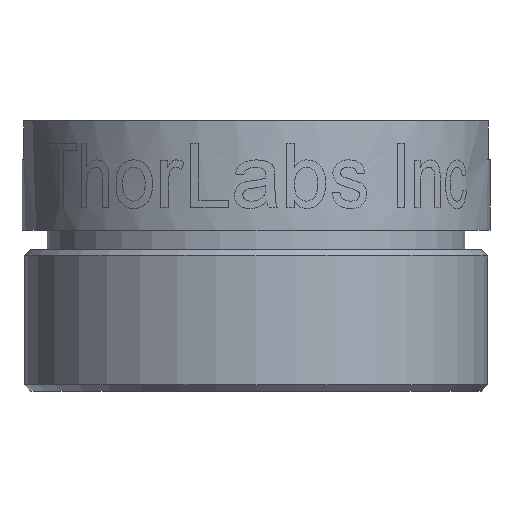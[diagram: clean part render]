
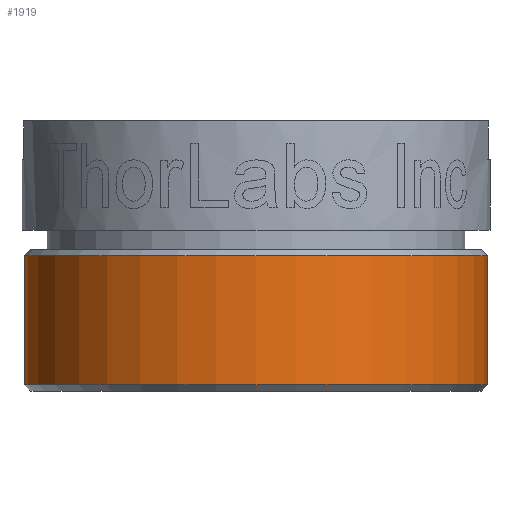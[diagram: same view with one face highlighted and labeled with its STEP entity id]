
A CAD part, front view. The second image highlights one B-rep face of the part: STEP entity #1919.
In plain terms, the highlighted cylindrical face has radius 4.572 mm (diameter 9.144 mm), a partial arc.
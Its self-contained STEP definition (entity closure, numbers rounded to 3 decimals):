
#1917 = ORIENTED_EDGE ( 'NONE', *, *, #2043, .T. ) ;
#1919 = ADVANCED_FACE ( 'NONE', ( #3858 ), #3873, .T. ) ;
#1941 = ORIENTED_EDGE ( 'NONE', *, *, #1952, .T. ) ;
#1952 = EDGE_CURVE ( 'NONE', #2625, #2628, #4025, .T. ) ;
#2035 = EDGE_LOOP ( 'NONE', ( #2036, #1941, #2041, #1917 ) ) ;
#2036 = ORIENTED_EDGE ( 'NONE', *, *, #2439, .F. ) ;
#2041 = ORIENTED_EDGE ( 'NONE', *, *, #2435, .T. ) ;
#2043 = EDGE_CURVE ( 'NONE', #2564, #2429, #4375, .T. ) ;
#2429 = VERTEX_POINT ( 'NONE', #5244 ) ;
#2435 = EDGE_CURVE ( 'NONE', #2628, #2564, #5259, .T. ) ;
#2439 = EDGE_CURVE ( 'NONE', #2625, #2429, #5446, .T. ) ;
#2564 = VERTEX_POINT ( 'NONE', #5614 ) ;
#2625 = VERTEX_POINT ( 'NONE', #6053 ) ;
#2628 = VERTEX_POINT ( 'NONE', #5990 ) ;
#3858 = FACE_OUTER_BOUND ( 'NONE', #2035, .T. ) ;
#3873 = CYLINDRICAL_SURFACE ( 'NONE', #3876, 4.572 ) ;
#3875 = CARTESIAN_POINT ( 'NONE',  ( 0., 0., 2.667 ) ) ;
#3876 = AXIS2_PLACEMENT_3D ( 'NONE', #3875, #3944, #3951 ) ;
#3944 = DIRECTION ( 'NONE',  ( 0., 0., 1. ) ) ;
#3951 = DIRECTION ( 'NONE',  ( 1., 0., 0. ) ) ;
#4017 = DIRECTION ( 'NONE',  ( 1., 0., 0. ) ) ;
#4018 = DIRECTION ( 'NONE',  ( 0., 0., 1. ) ) ;
#4019 = AXIS2_PLACEMENT_3D ( 'NONE', #4024, #4018, #4017 ) ;
#4024 = CARTESIAN_POINT ( 'NONE',  ( 0., 0., -2.54 ) ) ;
#4025 = CIRCLE ( 'NONE', #4019, 4.572 ) ;
#4371 = DIRECTION ( 'NONE',  ( -1., 0., 0. ) ) ;
#4372 = DIRECTION ( 'NONE',  ( 0., 0., -1. ) ) ;
#4373 = CARTESIAN_POINT ( 'NONE',  ( 0., 0., 0. ) ) ;
#4374 = AXIS2_PLACEMENT_3D ( 'NONE', #4373, #4372, #4371 ) ;
#4375 = CIRCLE ( 'NONE', #4374, 4.572 ) ;
#5244 = CARTESIAN_POINT ( 'NONE',  ( -4.572, 0., 0. ) ) ;
#5256 = DIRECTION ( 'NONE',  ( 0., 0., 1. ) ) ;
#5257 = VECTOR ( 'NONE', #5256, 1000. ) ;
#5258 = CARTESIAN_POINT ( 'NONE',  ( 4.572, 0., 2.667 ) ) ;
#5259 = LINE ( 'NONE', #5258, #5257 ) ;
#5437 = CARTESIAN_POINT ( 'NONE',  ( -4.572, 0., 2.667 ) ) ;
#5438 = DIRECTION ( 'NONE',  ( 0., 0., 1. ) ) ;
#5445 = VECTOR ( 'NONE', #5438, 1000. ) ;
#5446 = LINE ( 'NONE', #5437, #5445 ) ;
#5614 = CARTESIAN_POINT ( 'NONE',  ( 4.572, 0., 0. ) ) ;
#5990 = CARTESIAN_POINT ( 'NONE',  ( 4.572, 0., -2.54 ) ) ;
#6053 = CARTESIAN_POINT ( 'NONE',  ( -4.572, 0., -2.54 ) ) ;
